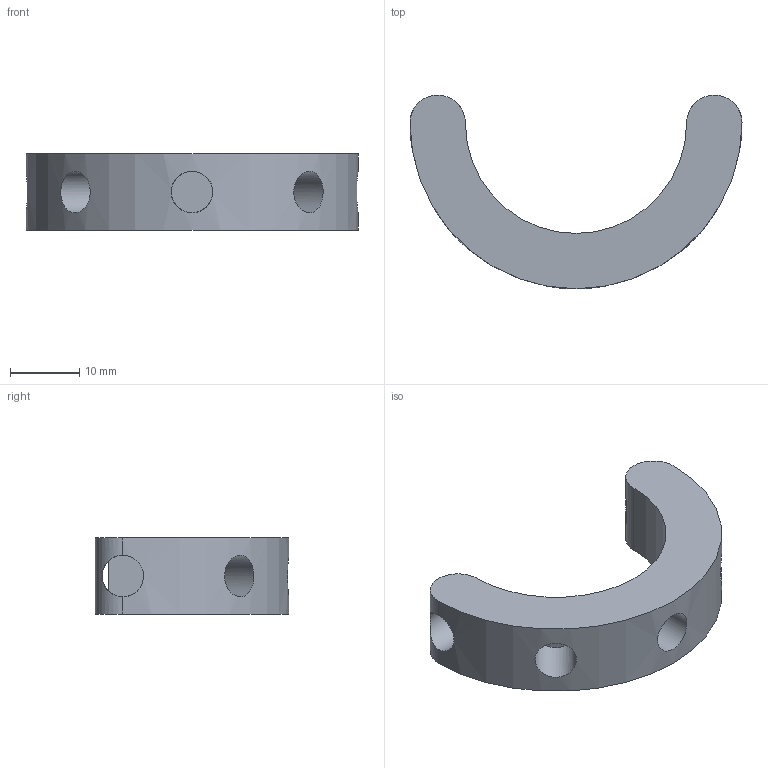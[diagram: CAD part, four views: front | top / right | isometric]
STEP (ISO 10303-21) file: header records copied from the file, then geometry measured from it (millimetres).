
FILE_DESCRIPTION(('FreeCAD Model'),'2;1');
FILE_NAME('Open CASCADE Shape Model','2025-03-06T17:47:17',(''),(''), 'Open CASCADE STEP processor 7.7','FreeCAD','Unknown');
FILE_SCHEMA(('AUTOMOTIVE_DESIGN { 1 0 10303 214 1 1 1 1 }'));
Length unit declared in the file: millimetre
Products named in the file (1): Claw MK2
Bounding box: 48 x 28 x 11 mm (x, y, z)
Volume: 5050.6 mm3; surface area: 3423.5 mm2
Topology: 1 solids, 1 shells, 16 faces, 37 edges, 24 vertices
Faces by surface type: cylinder 9, plane 7
Full cylindrical faces by diameter (mm): 6 x5
Entity records: 904 total; most frequent: CARTESIAN_POINT 511, DIRECTION 77, ORIENTED_EDGE 74, EDGE_CURVE 37, AXIS2_PLACEMENT_3D 32, VERTEX_POINT 24, FACE_BOUND 21, EDGE_LOOP 21
